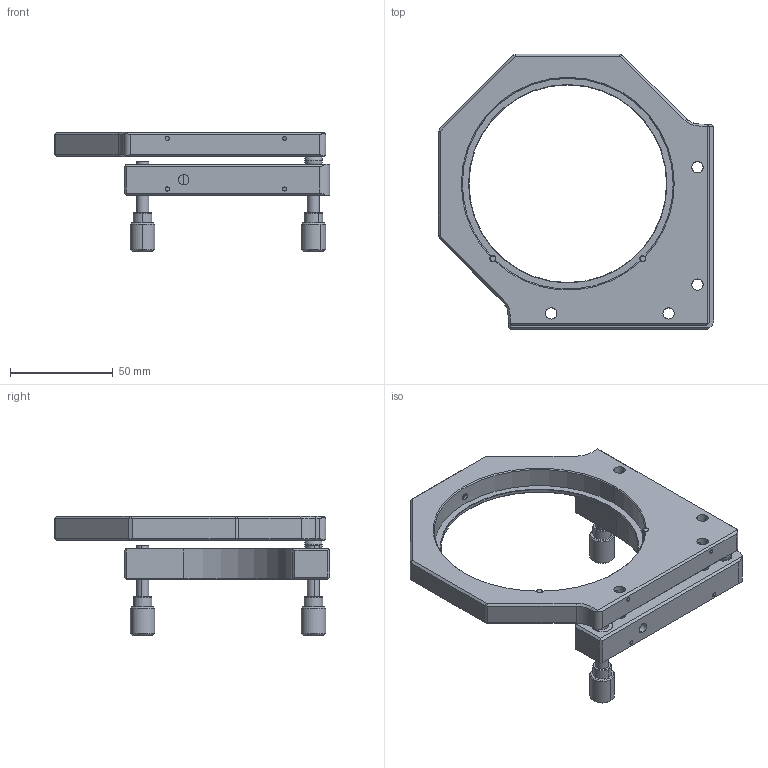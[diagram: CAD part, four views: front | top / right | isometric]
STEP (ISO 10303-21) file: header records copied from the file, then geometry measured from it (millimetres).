
FILE_DESCRIPTION (( 'STEP AP203' ), '1' );
FILE_NAME ('GCM-080601M 俋倰芞.STEP', '2016-12-28T08:43:16', ( 'Lxtx999.CoM' ), ( 'Lxtx999.CoM' ), 'SwSTEP 2.0', 'SolidWorks 2012', '' );
FILE_SCHEMA (( 'CONFIG_CONTROL_DESIGN' ));
Length unit declared in the file: centimetre
Products named in the file (1): GCM-080601M 俋倰芞
Bounding box: 134 x 134 x 58.1 mm (x, y, z)
Surface area: 43682 mm2 (no closed solid volume)
Topology: 0 solids, 16 shells, 239 faces, 626 edges, 396 vertices
Faces by surface type: cylinder 93, plane 88, cone 56, sphere 2
Entity records: 7951 total; most frequent: CARTESIAN_POINT 1907, DIRECTION 1295, ORIENTED_EDGE 1152, EDGE_CURVE 621, AXIS2_PLACEMENT_3D 487, VERTEX_POINT 393, VECTOR 321, LINE 321
